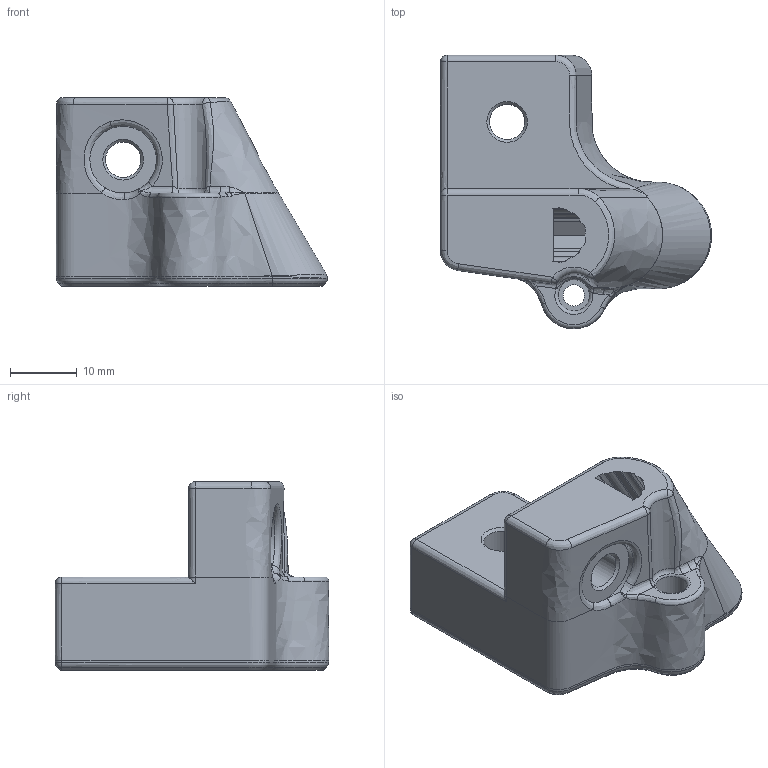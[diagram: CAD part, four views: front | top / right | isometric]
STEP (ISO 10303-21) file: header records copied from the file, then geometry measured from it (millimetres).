
FILE_DESCRIPTION(/* description */ ('STEP AP242','CAx-IF Rec.Pracs.---Representation and Presentation of Product Manufacturing Information (PMI)---4.0---2014-10-13','CAx-IF Rec.Pracs.---3D Tessellated Geometry---0.4---2014-09-14','2;1'),/* implementation_level */ '2;1');
FILE_NAME(/* name */ '661de0c2105a4e527840f5e4',/* time_stamp */ '2024-04-16T02:21:54Z',/* author */ (''),/* organization */ (''),/* preprocessor_version */ 'ST-DEVELOPER v20',/* originating_system */ ' ',/* authorisation */ ' ');
FILE_SCHEMA (('AP242_MANAGED_MODEL_BASED_3D_ENGINEERING_MIM_LF { 1 0 10303 442 1 1 4 }'));
Length unit declared in the file: metre
Products named in the file (1): Part 1
Bounding box: 40.64 x 41 x 28.3 mm (x, y, z)
Volume: 17027.4 mm3; surface area: 6114.5 mm2
Topology: 1 solids, 1 shells, 183 faces, 460 edges, 265 vertices
Faces by surface type: bspline 104, cylinder 50, plane 14, cone 7, sphere 5, torus 3
Full cylindrical faces by diameter (mm): 3.2 x1, 4.7 x1, 5.3 x2
Entity records: 9849 total; most frequent: CARTESIAN_POINT 6410, ORIENTED_EDGE 866, DIRECTION 443, EDGE_CURVE 433, VERTEX_POINT 262, B_SPLINE_CURVE_WITH_KNOTS 257, EDGE_LOOP 201, FACE_BOUND 201
